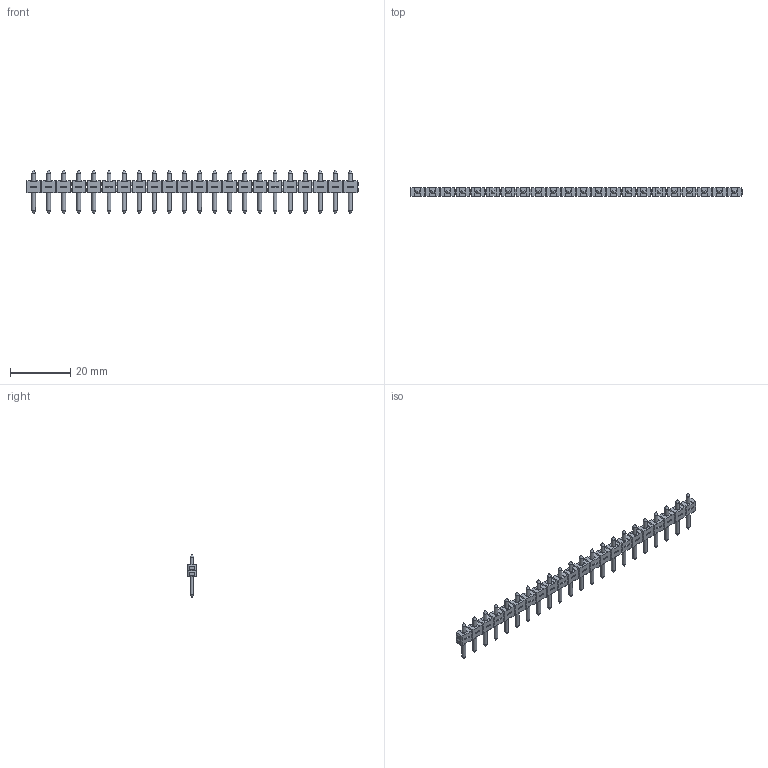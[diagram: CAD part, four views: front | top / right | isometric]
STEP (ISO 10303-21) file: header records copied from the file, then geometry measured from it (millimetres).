
FILE_DESCRIPTION(('STEP AP214'),'1');
FILE_NAME('PVSD22-5.stp','2018-11-21T09:42:09',(' '),(' '),'Spatial InterOp 3D',' ',' ');
FILE_SCHEMA(('AUTOMOTIVE_DESIGN { 1 0 10303 214 1 1 1 1 }'));
Length unit declared in the file: metre
Products named in the file (1): 1
Bounding box: 110 x 2.8 x 14.5 mm (x, y, z)
Volume: 1379 mm3; surface area: 2828 mm2
Topology: 1 solids, 1 shells, 818 faces, 2098 edges, 1240 vertices
Faces by surface type: plane 708, cylinder 66, cone 44
Full cylindrical faces by diameter (mm): 1.3 x66
Entity records: 29025 total; most frequent: CARTESIAN_POINT 3827, ORIENTED_EDGE 3712, DIRECTION 3626, EDGE_CURVE 1856, LINE 1724, VECTOR 1724, VERTEX_POINT 1152, EDGE_LOOP 1016
